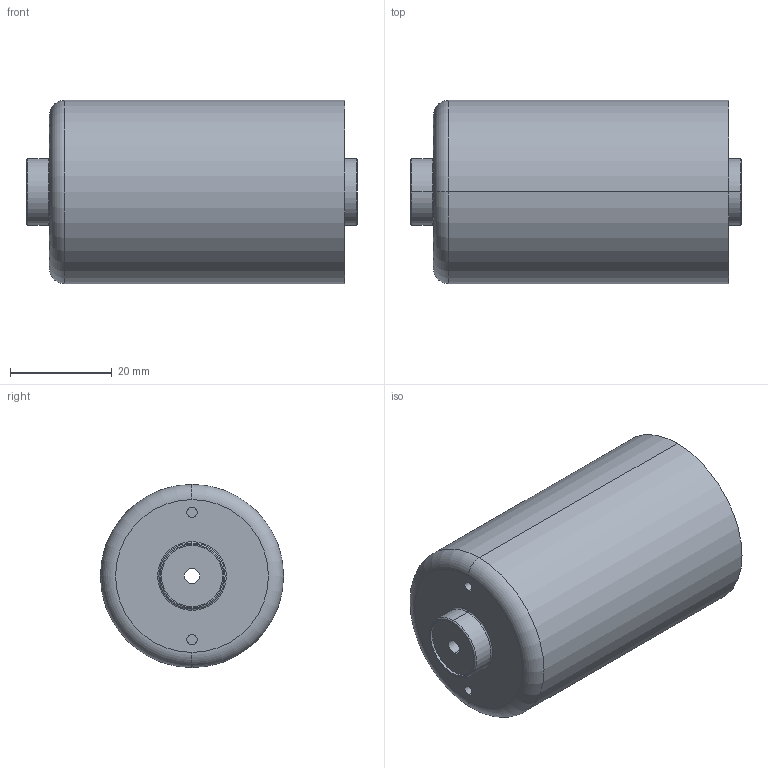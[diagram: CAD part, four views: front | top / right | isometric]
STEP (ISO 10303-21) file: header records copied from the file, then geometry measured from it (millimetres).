
FILE_DESCRIPTION (( 'STEP AP203' ), '1' );
FILE_NAME ('Moby-Corps moteur-V_Défaut_sldprt.STEP', '2019-11-01T12:17:42', ( '' ), ( '' ), 'SwSTEP 2.0', 'SolidWorks 2017', '' );
FILE_SCHEMA (( 'CONFIG_CONTROL_DESIGN' ));
Length unit declared in the file: millimetre
Products named in the file (1): Moby-Corps moteur-V_Défaut_sldprt
Bounding box: 65 x 36 x 36 mm (x, y, z)
Volume: 58711.9 mm3; surface area: 9546.3 mm2
Topology: 1 solids, 1 shells, 35 faces, 70 edges, 44 vertices
Faces by surface type: cylinder 18, plane 9, torus 8
Entity records: 1013 total; most frequent: DIRECTION 194, CARTESIAN_POINT 150, ORIENTED_EDGE 140, AXIS2_PLACEMENT_3D 88, EDGE_CURVE 70, CIRCLE 52, EDGE_LOOP 44, VERTEX_POINT 44
